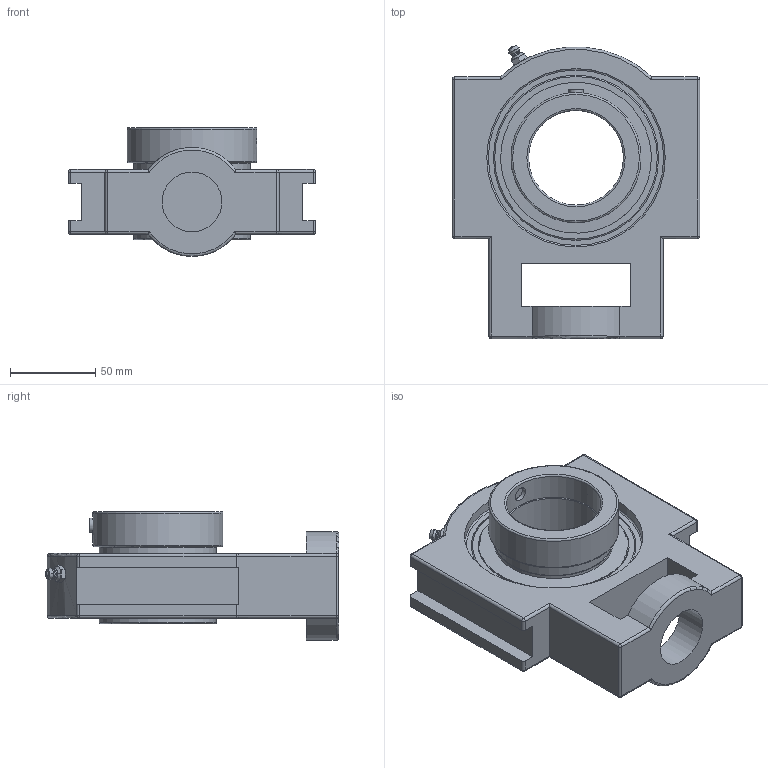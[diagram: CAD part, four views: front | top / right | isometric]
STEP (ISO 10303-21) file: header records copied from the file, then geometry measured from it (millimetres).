
FILE_DESCRIPTION(('HOOPS Exchange Step'),'2;1');
FILE_NAME('export-D6430C40-0E11-416A-9CF8-E3C2DB3EEE01.stp','2019-12-18T08:23:43-08:00',('ibuslach'),('Alibre'),'HOOPS Exchange 2019.2','Alibre','Unknown authorisation');
FILE_SCHEMA( ('AP242_MANAGED_MODEL_BASED_3D_ENGINEERING_MIM_LF {1 0 10303 442 1 1 4 }') );
Length unit declared in the file: centimetre
Products named in the file (8): MRN ST 211; UCP ZERK 6mm; SNC 211-35 RACES; SNC 211 SS; SNC 211-35 COLLAR; SNC 211 SHIELD; MRN SNC 211-35; MRN SNCT 211-35
Assembly tree (8 placements, depth 3):
  MRN SNCT 211-35
    MRN ST 211
    UCP ZERK 6mm
    MRN SNC 211-35
      SNC 211-35 RACES
      SNC 211 SS
      SNC 211-35 COLLAR
      SNC 211 SHIELD  x2
Bounding box: 145 x 171.95 x 75.6 mm (x, y, z)
Volume: 529622.8 mm3; surface area: 134573.2 mm2
Topology: 8 solids, 8 shells, 201 faces, 518 edges, 316 vertices
Faces by surface type: cylinder 73, plane 62, torus 23, sphere 21, cone 18, bspline 4
Full cylindrical faces by diameter (mm): 2.263 x2, 6 x2, 8.382 x3, 35 x1, 55.562 x2, 64.973 x2, 68.58 x4, 69.342 x2, 76.2 x1, 87.884 x2, 88.392 x2, 104.56 x2
Entity records: 9134 total; most frequent: CARTESIAN_POINT 4189, DIRECTION 1071, ORIENTED_EDGE 958, EDGE_CURVE 479, AXIS2_PLACEMENT_3D 436, VERTEX_POINT 302, EDGE_LOOP 219, FACE_BOUND 219
